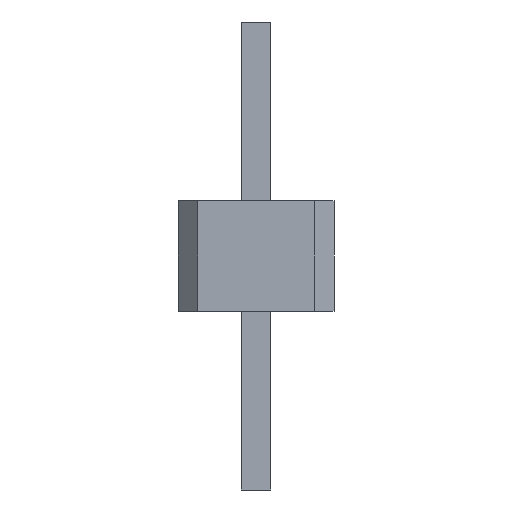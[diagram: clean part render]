
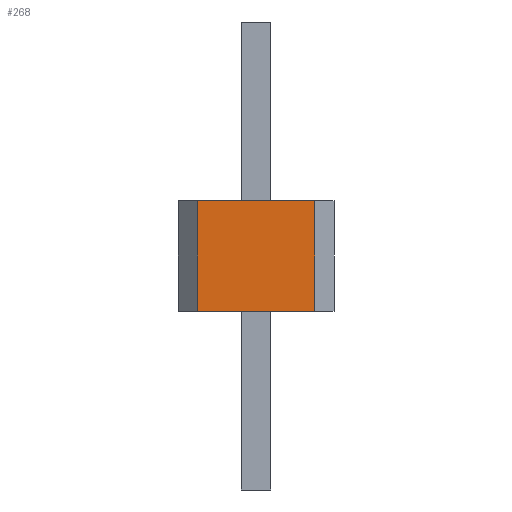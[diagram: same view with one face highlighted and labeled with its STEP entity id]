
A CAD part, left-side view. The second image highlights one B-rep face of the part: STEP entity #268.
In plain terms, the highlighted planar face has unit normal (-1, 0, 0).
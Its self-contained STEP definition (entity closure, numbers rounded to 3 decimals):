
#22 = VERTEX_POINT('',#23);
#23 = CARTESIAN_POINT('',(-0.635,0.9,1.7));
#40 = VERTEX_POINT('',#41);
#41 = CARTESIAN_POINT('',(-0.635,0.9,0.));
#47 = EDGE_CURVE('',#40,#22,#48,.T.);
#48 = LINE('',#49,#50);
#49 = CARTESIAN_POINT('',(-0.635,0.9,0.));
#50 = VECTOR('',#51,1.);
#51 = DIRECTION('',(0.,0.,1.));
#62 = EDGE_CURVE('',#22,#63,#65,.T.);
#63 = VERTEX_POINT('',#64);
#64 = CARTESIAN_POINT('',(-0.635,-0.9,1.7));
#65 = LINE('',#66,#67);
#66 = CARTESIAN_POINT('',(-0.635,1.2,1.7));
#67 = VECTOR('',#68,1.);
#68 = DIRECTION('',(0.,-1.,0.));
#183 = EDGE_CURVE('',#40,#184,#186,.T.);
#184 = VERTEX_POINT('',#185);
#185 = CARTESIAN_POINT('',(-0.635,-0.9,0.));
#186 = LINE('',#187,#188);
#187 = CARTESIAN_POINT('',(-0.635,1.2,0.));
#188 = VECTOR('',#189,1.);
#189 = DIRECTION('',(0.,-1.,0.));
#268 = ADVANCED_FACE('',(#269),#280,.T.);
#269 = FACE_BOUND('',#270,.T.);
#270 = EDGE_LOOP('',(#271,#272,#273,#279));
#271 = ORIENTED_EDGE('',*,*,#47,.F.);
#272 = ORIENTED_EDGE('',*,*,#183,.T.);
#273 = ORIENTED_EDGE('',*,*,#274,.F.);
#274 = EDGE_CURVE('',#63,#184,#275,.T.);
#275 = LINE('',#276,#277);
#276 = CARTESIAN_POINT('',(-0.635,-0.9,0.));
#277 = VECTOR('',#278,1.);
#278 = DIRECTION('',(0.,0.,-1.));
#279 = ORIENTED_EDGE('',*,*,#62,.F.);
#280 = PLANE('',#281);
#281 = AXIS2_PLACEMENT_3D('',#282,#283,#284);
#282 = CARTESIAN_POINT('',(-0.635,1.2,0.));
#283 = DIRECTION('',(-1.,0.,0.));
#284 = DIRECTION('',(0.,-1.,0.));
